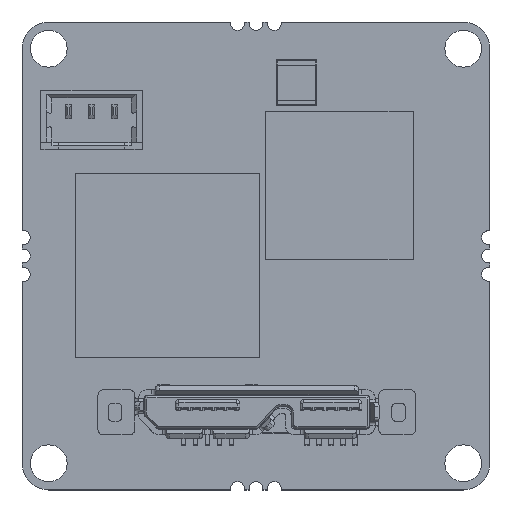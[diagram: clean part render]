
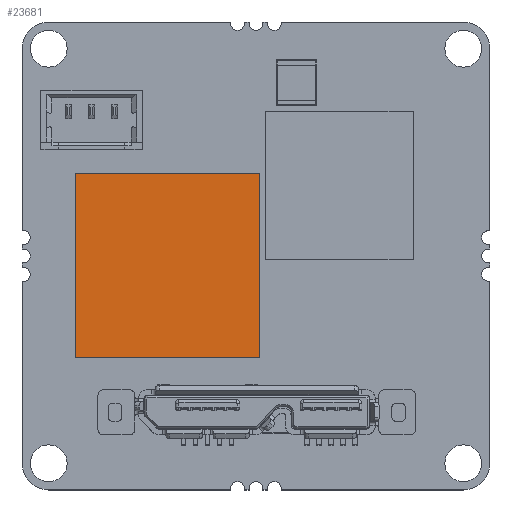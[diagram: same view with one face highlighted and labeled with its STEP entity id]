
A CAD part, top view. The second image highlights one B-rep face of the part: STEP entity #23681.
In plain terms, the highlighted planar face has unit normal (0, 0, 1).
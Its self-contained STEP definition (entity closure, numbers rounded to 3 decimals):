
#847=LINE('',#66710,#3366);
#850=LINE('',#66716,#3369);
#853=LINE('',#66722,#3372);
#856=LINE('',#66728,#3375);
#3366=VECTOR('',#56233,1.);
#3369=VECTOR('',#56238,1.);
#3372=VECTOR('',#56243,1.);
#3375=VECTOR('',#56248,1.);
#21371=PLANE('',#50943);
#23681=ADVANCED_FACE('',(#26509),#21371,.F.);
#26509=FACE_OUTER_BOUND('',#28494,.T.);
#28494=EDGE_LOOP('',(#33518,#33519,#33520,#33521));
#33518=ORIENTED_EDGE('',*,*,#44929,.F.);
#33519=ORIENTED_EDGE('',*,*,#44926,.F.);
#33520=ORIENTED_EDGE('',*,*,#44923,.F.);
#33521=ORIENTED_EDGE('',*,*,#44920,.F.);
#41357=VERTEX_POINT('',#66709);
#41358=VERTEX_POINT('',#66711);
#41360=VERTEX_POINT('',#66717);
#41362=VERTEX_POINT('',#66723);
#44920=EDGE_CURVE('',#41357,#41358,#847,.T.);
#44923=EDGE_CURVE('',#41358,#41360,#850,.T.);
#44926=EDGE_CURVE('',#41360,#41362,#853,.T.);
#44929=EDGE_CURVE('',#41362,#41357,#856,.T.);
#50943=AXIS2_PLACEMENT_3D('',#66732,#56254,#56255);
#56233=DIRECTION('',(-1.,0.,0.));
#56238=DIRECTION('',(0.,1.,0.));
#56243=DIRECTION('',(1.,0.,0.));
#56248=DIRECTION('',(0.,-1.,0.));
#56254=DIRECTION('',(0.,0.,-1.));
#56255=DIRECTION('',(-1.,0.,0.));
#66709=CARTESIAN_POINT('',(0.2,-5.5,1.2));
#66710=CARTESIAN_POINT('',(0.2,-5.5,1.2));
#66711=CARTESIAN_POINT('',(-9.8,-5.5,1.2));
#66716=CARTESIAN_POINT('',(-9.8,-5.5,1.2));
#66717=CARTESIAN_POINT('',(-9.8,4.5,1.2));
#66722=CARTESIAN_POINT('',(-9.8,4.5,1.2));
#66723=CARTESIAN_POINT('',(0.2,4.5,1.2));
#66728=CARTESIAN_POINT('',(0.2,4.5,1.2));
#66732=CARTESIAN_POINT('',(-4.8,-0.5,1.2));
